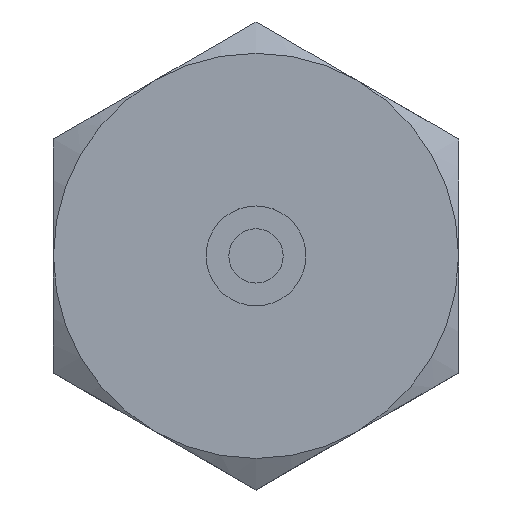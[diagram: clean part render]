
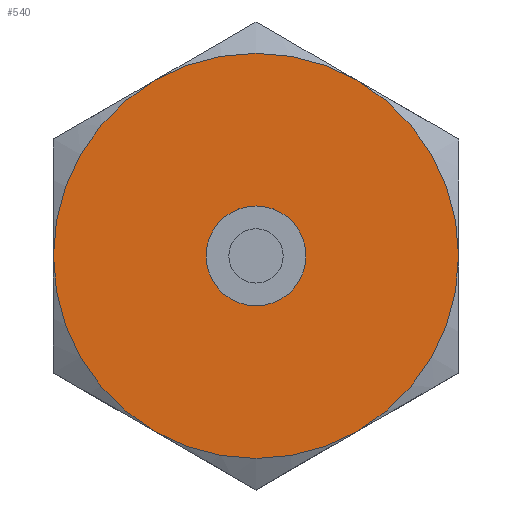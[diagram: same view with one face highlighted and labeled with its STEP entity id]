
A CAD part, top view. The second image highlights one B-rep face of the part: STEP entity #540.
In plain terms, the highlighted planar face has unit normal (0, 0, 1).
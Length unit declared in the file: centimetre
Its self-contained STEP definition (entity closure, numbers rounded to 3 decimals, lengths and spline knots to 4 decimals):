
#100=FACE_BOUND('',#188,.T.);
#136=FACE_OUTER_BOUND('',#187,.T.);
#187=EDGE_LOOP('',(#448,#449,#450,#451,#452,#453));
#188=EDGE_LOOP('',(#454));
#196=CIRCLE('',#558,0.505);
#211=CIRCLE('',#589,2.05);
#212=CIRCLE('',#591,2.05);
#213=CIRCLE('',#593,2.05);
#214=CIRCLE('',#595,2.05);
#215=CIRCLE('',#597,2.05);
#216=CIRCLE('',#599,2.05);
#224=VERTEX_POINT('',#772);
#251=VERTEX_POINT('',#872);
#253=VERTEX_POINT('',#877);
#255=VERTEX_POINT('',#884);
#256=VERTEX_POINT('',#893);
#259=VERTEX_POINT('',#904);
#260=VERTEX_POINT('',#913);
#270=EDGE_CURVE('',#224,#224,#196,.T.);
#304=EDGE_CURVE('',#253,#251,#211,.T.);
#308=EDGE_CURVE('',#255,#253,#212,.T.);
#310=EDGE_CURVE('',#251,#256,#213,.T.);
#314=EDGE_CURVE('',#259,#255,#214,.T.);
#316=EDGE_CURVE('',#256,#260,#215,.T.);
#320=EDGE_CURVE('',#260,#259,#216,.T.);
#448=ORIENTED_EDGE('',*,*,#304,.T.);
#449=ORIENTED_EDGE('',*,*,#310,.T.);
#450=ORIENTED_EDGE('',*,*,#316,.T.);
#451=ORIENTED_EDGE('',*,*,#320,.T.);
#452=ORIENTED_EDGE('',*,*,#314,.T.);
#453=ORIENTED_EDGE('',*,*,#308,.T.);
#454=ORIENTED_EDGE('',*,*,#270,.T.);
#467=PLANE('',#606);
#540=ADVANCED_FACE('',(#136,#100),#467,.T.);
#558=AXIS2_PLACEMENT_3D('',#773,#639,#640);
#589=AXIS2_PLACEMENT_3D('',#878,#707,#708);
#591=AXIS2_PLACEMENT_3D('',#891,#711,#712);
#593=AXIS2_PLACEMENT_3D('',#898,#715,#716);
#595=AXIS2_PLACEMENT_3D('',#911,#719,#720);
#597=AXIS2_PLACEMENT_3D('',#918,#723,#724);
#599=AXIS2_PLACEMENT_3D('',#930,#727,#728);
#606=AXIS2_PLACEMENT_3D('',#943,#747,#748);
#639=DIRECTION('center_axis',(0.,0.,-1.));
#640=DIRECTION('ref_axis',(0.,1.,0.));
#707=DIRECTION('center_axis',(0.,0.,1.));
#708=DIRECTION('ref_axis',(0.,1.,0.));
#711=DIRECTION('center_axis',(0.,0.,1.));
#712=DIRECTION('ref_axis',(0.,1.,0.));
#715=DIRECTION('center_axis',(0.,0.,1.));
#716=DIRECTION('ref_axis',(0.,1.,0.));
#719=DIRECTION('center_axis',(0.,0.,1.));
#720=DIRECTION('ref_axis',(0.,1.,0.));
#723=DIRECTION('center_axis',(0.,0.,1.));
#724=DIRECTION('ref_axis',(0.,1.,0.));
#727=DIRECTION('center_axis',(0.,0.,1.));
#728=DIRECTION('ref_axis',(0.,1.,0.));
#747=DIRECTION('center_axis',(0.,0.,1.));
#748=DIRECTION('ref_axis',(1.,0.,0.));
#772=CARTESIAN_POINT('',(0.,0.505,3.6));
#773=CARTESIAN_POINT('Origin',(0.,0.,3.6));
#872=CARTESIAN_POINT('',(-1.025,1.7754,3.6));
#877=CARTESIAN_POINT('',(1.025,1.7754,3.6));
#878=CARTESIAN_POINT('Origin',(0.,0.,3.6));
#884=CARTESIAN_POINT('',(2.05,0.,3.6));
#891=CARTESIAN_POINT('Origin',(0.,0.,3.6));
#893=CARTESIAN_POINT('',(-2.05,0.,3.6));
#898=CARTESIAN_POINT('Origin',(0.,0.,3.6));
#904=CARTESIAN_POINT('',(1.025,-1.7754,3.6));
#911=CARTESIAN_POINT('Origin',(0.,0.,3.6));
#913=CARTESIAN_POINT('',(-1.025,-1.7754,3.6));
#918=CARTESIAN_POINT('Origin',(0.,0.,3.6));
#930=CARTESIAN_POINT('Origin',(0.,0.,3.6));
#943=CARTESIAN_POINT('Origin',(0.,0.,
3.6));
